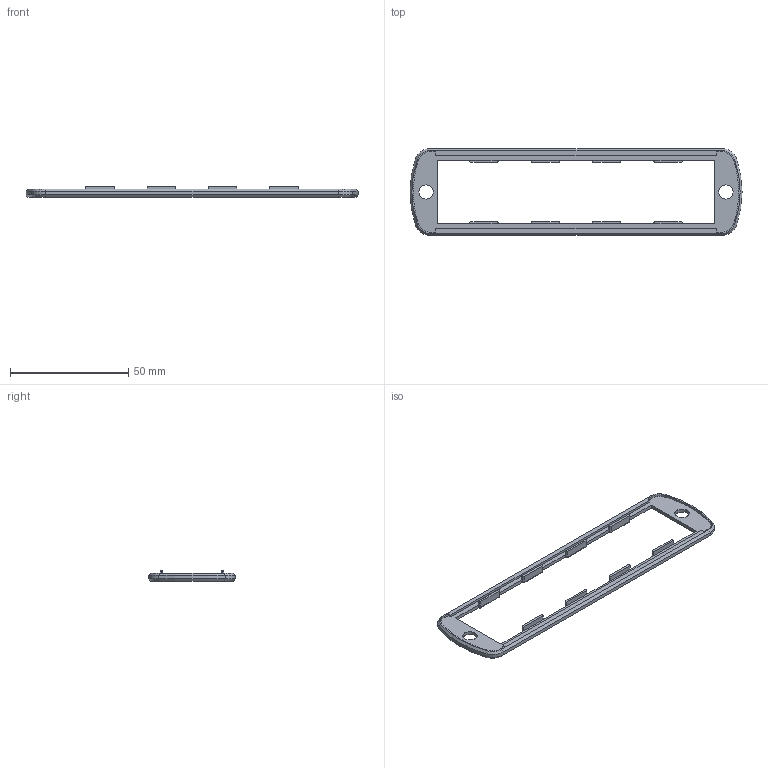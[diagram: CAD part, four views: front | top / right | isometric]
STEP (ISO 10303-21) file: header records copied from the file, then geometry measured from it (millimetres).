
FILE_DESCRIPTION((''),'2;1');
FILE_NAME('84201315_DI 1300-EMV.stp','2009-06-23T12:53:04',('kotzmaier'),(''),'Autodesk Inventor 2009','Autodesk Inventor 2009','');
FILE_SCHEMA(('AUTOMOTIVE_DESIGN { 1 0 10303 214 1 1 1 1 }'));
Length unit declared in the file: millimetre
Products named in the file (1): 1008095_3DSYM
Bounding box: 140.6 x 36.6 x 4.5 mm (x, y, z)
Volume: 4016.7 mm3; surface area: 6212.4 mm2
Topology: 1 solids, 1 shells, 176 faces, 452 edges, 264 vertices
Faces by surface type: cylinder 74, plane 74, sphere 16, cone 12
Full cylindrical faces by diameter (mm): 6 x2
Entity records: 5188 total; most frequent: DIRECTION 948, CARTESIAN_POINT 875, ORIENTED_EDGE 868, EDGE_CURVE 434, AXIS2_PLACEMENT_3D 337, VECTOR 274, LINE 274, VERTEX_POINT 264
